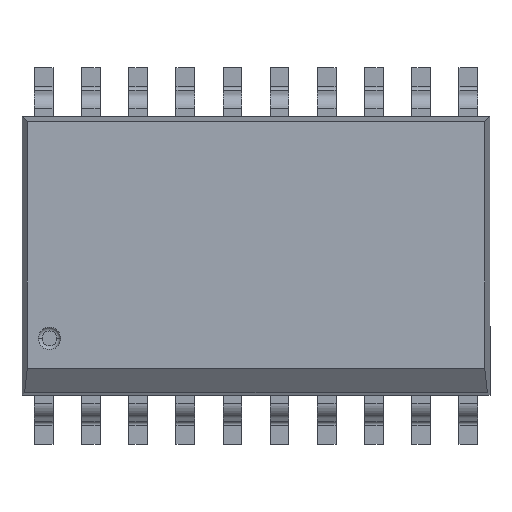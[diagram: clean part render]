
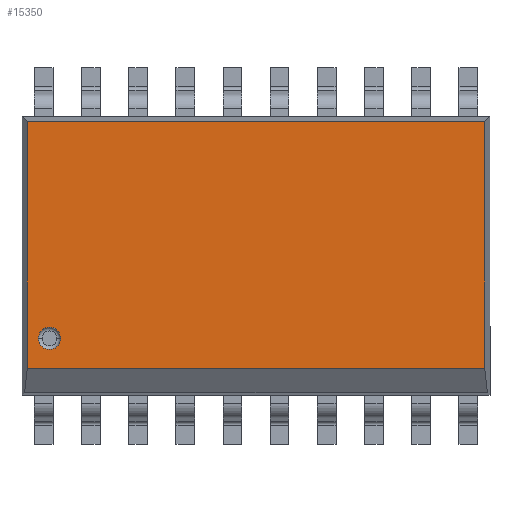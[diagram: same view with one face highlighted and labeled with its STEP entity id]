
A CAD part, top view. The second image highlights one B-rep face of the part: STEP entity #15350.
In plain terms, the highlighted planar face has unit normal (0, 0, 1).
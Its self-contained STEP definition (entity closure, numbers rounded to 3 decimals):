
#295 = VERTEX_POINT ( 'NONE', #10809 ) ;
#402 = DIRECTION ( 'NONE',  ( 0., 0., 1. ) ) ;
#828 = AXIS2_PLACEMENT_3D ( 'NONE', #7746, #402, #11196 ) ;
#1308 = VERTEX_POINT ( 'NONE', #10974 ) ;
#1900 = CARTESIAN_POINT ( 'NONE',  ( -5.259, -2.222, 1.3 ) ) ;
#2561 = DIRECTION ( 'NONE',  ( 0., 0., 1. ) ) ;
#2776 = LINE ( 'NONE', #11258, #8337 ) ;
#2801 = CARTESIAN_POINT ( 'NONE',  ( 6.159, -3.75, 1.3 ) ) ;
#2974 = LINE ( 'NONE', #2801, #3632 ) ;
#2977 = VECTOR ( 'NONE', #3395, 1000. ) ;
#3331 = ORIENTED_EDGE ( 'NONE', *, *, #15071, .T. ) ;
#3395 = DIRECTION ( 'NONE',  ( -1., 0., 0. ) ) ;
#3632 = VECTOR ( 'NONE', #6472, 1000. ) ;
#4004 = PLANE ( 'NONE',  #828 ) ;
#4845 = DIRECTION ( 'NONE',  ( 1., 0., 0. ) ) ;
#5057 = DIRECTION ( 'NONE',  ( 1., 0., 0. ) ) ;
#5291 = ORIENTED_EDGE ( 'NONE', *, *, #5993, .F. ) ;
#5304 = DIRECTION ( 'NONE',  ( 1., 0., 0. ) ) ;
#5796 = LINE ( 'NONE', #10679, #2977 ) ;
#5813 = EDGE_CURVE ( 'NONE', #9179, #295, #5796, .T. ) ;
#5959 = AXIS2_PLACEMENT_3D ( 'NONE', #10000, #2561, #5057 ) ;
#5993 = EDGE_CURVE ( 'NONE', #9755, #12800, #11410, .T. ) ;
#6413 = CARTESIAN_POINT ( 'NONE',  ( 6.159, -3.022, 1.3 ) ) ;
#6456 = CIRCLE ( 'NONE', #5959, 0.3 ) ;
#6472 = DIRECTION ( 'NONE',  ( 0., 1., 0. ) ) ;
#6891 = CARTESIAN_POINT ( 'NONE',  ( -5.859, -2.222, 1.3 ) ) ;
#7553 = ORIENTED_EDGE ( 'NONE', *, *, #5813, .T. ) ;
#7584 = FACE_BOUND ( 'NONE', #15520, .T. ) ;
#7746 = CARTESIAN_POINT ( 'NONE',  ( 0., 0., 1.3 ) ) ;
#7847 = AXIS2_PLACEMENT_3D ( 'NONE', #9774, #12681, #5304 ) ;
#8337 = VECTOR ( 'NONE', #12569, 1000. ) ;
#9179 = VERTEX_POINT ( 'NONE', #11294 ) ;
#9439 = EDGE_CURVE ( 'NONE', #295, #1308, #2776, .T. ) ;
#9755 = VERTEX_POINT ( 'NONE', #6891 ) ;
#9774 = CARTESIAN_POINT ( 'NONE',  ( -5.559, -2.222, 1.3 ) ) ;
#9815 = ORIENTED_EDGE ( 'NONE', *, *, #9439, .T. ) ;
#10000 = CARTESIAN_POINT ( 'NONE',  ( -5.559, -2.222, 1.3 ) ) ;
#10404 = ORIENTED_EDGE ( 'NONE', *, *, #13844, .T. ) ;
#10679 = CARTESIAN_POINT ( 'NONE',  ( 6.3, 3.609, 1.3 ) ) ;
#10809 = CARTESIAN_POINT ( 'NONE',  ( -6.159, 3.609, 1.3 ) ) ;
#10974 = CARTESIAN_POINT ( 'NONE',  ( -6.159, -3.022, 1.3 ) ) ;
#11196 = DIRECTION ( 'NONE',  ( 1., 0., 0. ) ) ;
#11258 = CARTESIAN_POINT ( 'NONE',  ( -6.159, 3.75, 1.3 ) ) ;
#11294 = CARTESIAN_POINT ( 'NONE',  ( 6.159, 3.609, 1.3 ) ) ;
#11410 = CIRCLE ( 'NONE', #7847, 0.3 ) ;
#12020 = EDGE_LOOP ( 'NONE', ( #9815, #10404, #3331, #7553 ) ) ;
#12569 = DIRECTION ( 'NONE',  ( 0., -1., 0. ) ) ;
#12681 = DIRECTION ( 'NONE',  ( 0., 0., 1. ) ) ;
#12800 = VERTEX_POINT ( 'NONE', #1900 ) ;
#13338 = LINE ( 'NONE', #13429, #15724 ) ;
#13429 = CARTESIAN_POINT ( 'NONE',  ( 6.159, -3.022, 1.3 ) ) ;
#13835 = FACE_OUTER_BOUND ( 'NONE', #12020, .T. ) ;
#13844 = EDGE_CURVE ( 'NONE', #1308, #14124, #13338, .T. ) ;
#14124 = VERTEX_POINT ( 'NONE', #6413 ) ;
#15071 = EDGE_CURVE ( 'NONE', #14124, #9179, #2974, .T. ) ;
#15350 = ADVANCED_FACE ( 'NONE', ( #7584, #13835 ), #4004, .T. ) ;
#15462 = ORIENTED_EDGE ( 'NONE', *, *, #15795, .F. ) ;
#15520 = EDGE_LOOP ( 'NONE', ( #15462, #5291 ) ) ;
#15724 = VECTOR ( 'NONE', #4845, 1000. ) ;
#15795 = EDGE_CURVE ( 'NONE', #12800, #9755, #6456, .T. ) ;
